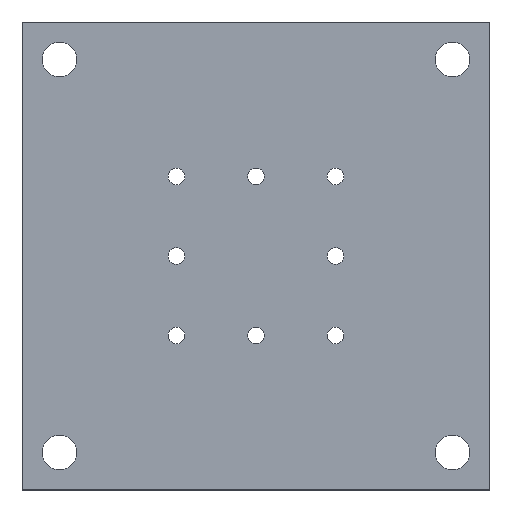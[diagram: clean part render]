
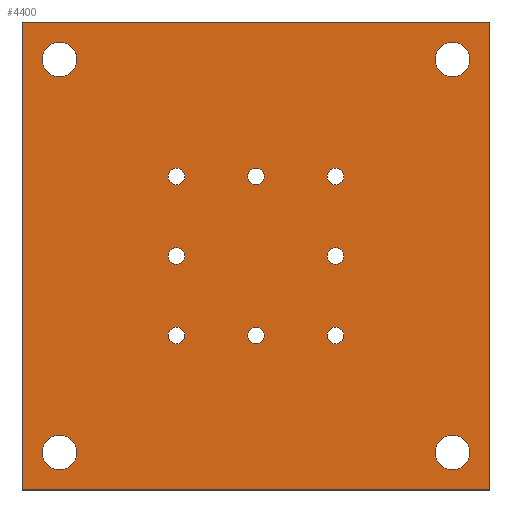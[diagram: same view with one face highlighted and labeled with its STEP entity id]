
A CAD part, top view. The second image highlights one B-rep face of the part: STEP entity #4400.
In plain terms, the highlighted planar face has unit normal (0, 0, 1).
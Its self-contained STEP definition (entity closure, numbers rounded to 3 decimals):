
#2210=CARTESIAN_POINT('',(0.,0.,15.));
#2220=DIRECTION('',(0.,0.,1.));
#2230=DIRECTION('',(1.,0.,0.));
#2240=AXIS2_PLACEMENT_3D('',#2210,#2220,#2230);
#2250=PLANE('',#2240);
#2260=CARTESIAN_POINT('',(82.5,82.5,15.));
#2270=DIRECTION('',(0.,0.,1.));
#2280=DIRECTION('',(1.,0.,0.));
#2290=AXIS2_PLACEMENT_3D('',#2260,#2270,#2280);
#2300=CIRCLE('',#2290,4.5);
#2310=CARTESIAN_POINT('',(87.,82.5,15.));
#2320=VERTEX_POINT('',#2310);
#2330=CARTESIAN_POINT('',(78.,82.5,15.));
#2340=VERTEX_POINT('',#2330);
#2350=EDGE_CURVE('',#2320,#2340,#2300,.T.);
#2360=ORIENTED_EDGE('',*,*,#2350,.F.);
#2370=EDGE_CURVE('',#2340,#2320,#2300,.T.);
#2380=ORIENTED_EDGE('',*,*,#2370,.F.);
#2390=EDGE_LOOP('',(#2380,#2360));
#2400=FACE_BOUND('',#2390,.T.);
#2410=CARTESIAN_POINT('',(125.,82.5,15.));
#2420=DIRECTION('',(0.,0.,1.));
#2430=DIRECTION('',(1.,0.,0.));
#2440=AXIS2_PLACEMENT_3D('',#2410,#2420,#2430);
#2450=CIRCLE('',#2440,4.5);
#2460=CARTESIAN_POINT('',(129.5,82.5,15.));
#2470=VERTEX_POINT('',#2460);
#2480=CARTESIAN_POINT('',(120.5,82.5,15.));
#2490=VERTEX_POINT('',#2480);
#2500=EDGE_CURVE('',#2470,#2490,#2450,.T.);
#2510=ORIENTED_EDGE('',*,*,#2500,.F.);
#2520=EDGE_CURVE('',#2490,#2470,#2450,.T.);
#2530=ORIENTED_EDGE('',*,*,#2520,.F.);
#2540=EDGE_LOOP('',(#2530,#2510));
#2550=FACE_BOUND('',#2540,.T.);
#2560=CARTESIAN_POINT('',(167.5,82.5,15.));
#2570=DIRECTION('',(0.,0.,1.));
#2580=DIRECTION('',(1.,0.,0.));
#2590=AXIS2_PLACEMENT_3D('',#2560,#2570,#2580);
#2600=CIRCLE('',#2590,4.5);
#2610=CARTESIAN_POINT('',(172.,82.5,15.));
#2620=VERTEX_POINT('',#2610);
#2630=CARTESIAN_POINT('',(163.,82.5,15.));
#2640=VERTEX_POINT('',#2630);
#2650=EDGE_CURVE('',#2620,#2640,#2600,.T.);
#2660=ORIENTED_EDGE('',*,*,#2650,.F.);
#2670=EDGE_CURVE('',#2640,#2620,#2600,.T.);
#2680=ORIENTED_EDGE('',*,*,#2670,.F.);
#2690=EDGE_LOOP('',(#2680,#2660));
#2700=FACE_BOUND('',#2690,.T.);
#2710=CARTESIAN_POINT('',(167.5,125.,15.));
#2720=DIRECTION('',(0.,0.,1.));
#2730=DIRECTION('',(1.,0.,0.));
#2740=AXIS2_PLACEMENT_3D('',#2710,#2720,#2730);
#2750=CIRCLE('',#2740,4.5);
#2760=CARTESIAN_POINT('',(172.,125.,15.));
#2770=VERTEX_POINT('',#2760);
#2780=CARTESIAN_POINT('',(163.,125.,15.));
#2790=VERTEX_POINT('',#2780);
#2800=EDGE_CURVE('',#2770,#2790,#2750,.T.);
#2810=ORIENTED_EDGE('',*,*,#2800,.F.);
#2820=EDGE_CURVE('',#2790,#2770,#2750,.T.);
#2830=ORIENTED_EDGE('',*,*,#2820,.F.);
#2840=EDGE_LOOP('',(#2830,#2810));
#2850=FACE_BOUND('',#2840,.T.);
#2860=CARTESIAN_POINT('',(167.5,167.5,15.));
#2870=DIRECTION('',(0.,0.,1.));
#2880=DIRECTION('',(1.,0.,0.));
#2890=AXIS2_PLACEMENT_3D('',#2860,#2870,#2880);
#2900=CIRCLE('',#2890,4.5);
#2910=CARTESIAN_POINT('',(172.,167.5,15.));
#2920=VERTEX_POINT('',#2910);
#2930=CARTESIAN_POINT('',(163.,167.5,15.));
#2940=VERTEX_POINT('',#2930);
#2950=EDGE_CURVE('',#2920,#2940,#2900,.T.);
#2960=ORIENTED_EDGE('',*,*,#2950,.F.);
#2970=EDGE_CURVE('',#2940,#2920,#2900,.T.);
#2980=ORIENTED_EDGE('',*,*,#2970,.F.);
#2990=EDGE_LOOP('',(#2980,#2960));
#3000=FACE_BOUND('',#2990,.T.);
#3010=CARTESIAN_POINT('',(125.,167.5,15.));
#3020=DIRECTION('',(0.,0.,1.));
#3030=DIRECTION('',(1.,0.,0.));
#3040=AXIS2_PLACEMENT_3D('',#3010,#3020,#3030);
#3050=CIRCLE('',#3040,4.5);
#3060=CARTESIAN_POINT('',(129.5,167.5,15.));
#3070=VERTEX_POINT('',#3060);
#3080=CARTESIAN_POINT('',(120.5,167.5,15.));
#3090=VERTEX_POINT('',#3080);
#3100=EDGE_CURVE('',#3070,#3090,#3050,.T.);
#3110=ORIENTED_EDGE('',*,*,#3100,.F.);
#3120=EDGE_CURVE('',#3090,#3070,#3050,.T.);
#3130=ORIENTED_EDGE('',*,*,#3120,.F.);
#3140=EDGE_LOOP('',(#3130,#3110));
#3150=FACE_BOUND('',#3140,.T.);
#3160=CARTESIAN_POINT('',(82.5,167.5,15.));
#3170=DIRECTION('',(0.,0.,1.));
#3180=DIRECTION('',(1.,0.,0.));
#3190=AXIS2_PLACEMENT_3D('',#3160,#3170,#3180);
#3200=CIRCLE('',#3190,4.5);
#3210=CARTESIAN_POINT('',(87.,167.5,15.));
#3220=VERTEX_POINT('',#3210);
#3230=CARTESIAN_POINT('',(78.,167.5,15.));
#3240=VERTEX_POINT('',#3230);
#3250=EDGE_CURVE('',#3220,#3240,#3200,.T.);
#3260=ORIENTED_EDGE('',*,*,#3250,.F.);
#3270=EDGE_CURVE('',#3240,#3220,#3200,.T.);
#3280=ORIENTED_EDGE('',*,*,#3270,.F.);
#3290=EDGE_LOOP('',(#3280,#3260));
#3300=FACE_BOUND('',#3290,.T.);
#3310=CARTESIAN_POINT('',(230.,20.,15.));
#3320=DIRECTION('',(0.,0.,1.));
#3330=DIRECTION('',(1.,0.,0.));
#3340=AXIS2_PLACEMENT_3D('',#3310,#3320,#3330);
#3350=CIRCLE('',#3340,9.25);
#3360=CARTESIAN_POINT('',(239.25,20.,15.));
#3370=VERTEX_POINT('',#3360);
#3380=CARTESIAN_POINT('',(220.75,20.,15.));
#3390=VERTEX_POINT('',#3380);
#3400=EDGE_CURVE('',#3370,#3390,#3350,.T.);
#3410=ORIENTED_EDGE('',*,*,#3400,.F.);
#3420=EDGE_CURVE('',#3390,#3370,#3350,.T.);
#3430=ORIENTED_EDGE('',*,*,#3420,.F.);
#3440=EDGE_LOOP('',(#3430,#3410));
#3450=FACE_BOUND('',#3440,.T.);
#3460=CARTESIAN_POINT('',(20.,20.,15.));
#3470=DIRECTION('',(0.,0.,1.));
#3480=DIRECTION('',(1.,0.,0.));
#3490=AXIS2_PLACEMENT_3D('',#3460,#3470,#3480);
#3500=CIRCLE('',#3490,9.25);
#3510=CARTESIAN_POINT('',(29.25,20.,15.));
#3520=VERTEX_POINT('',#3510);
#3530=CARTESIAN_POINT('',(10.75,20.,15.));
#3540=VERTEX_POINT('',#3530);
#3550=EDGE_CURVE('',#3520,#3540,#3500,.T.);
#3560=ORIENTED_EDGE('',*,*,#3550,.F.);
#3570=EDGE_CURVE('',#3540,#3520,#3500,.T.);
#3580=ORIENTED_EDGE('',*,*,#3570,.F.);
#3590=EDGE_LOOP('',(#3580,#3560));
#3600=FACE_BOUND('',#3590,.T.);
#3610=CARTESIAN_POINT('',(20.,230.,15.));
#3620=DIRECTION('',(0.,0.,1.));
#3630=DIRECTION('',(1.,0.,0.));
#3640=AXIS2_PLACEMENT_3D('',#3610,#3620,#3630);
#3650=CIRCLE('',#3640,9.25);
#3660=CARTESIAN_POINT('',(29.25,230.,15.));
#3670=VERTEX_POINT('',#3660);
#3680=CARTESIAN_POINT('',(10.75,230.,15.));
#3690=VERTEX_POINT('',#3680);
#3700=EDGE_CURVE('',#3670,#3690,#3650,.T.);
#3710=ORIENTED_EDGE('',*,*,#3700,.F.);
#3720=EDGE_CURVE('',#3690,#3670,#3650,.T.);
#3730=ORIENTED_EDGE('',*,*,#3720,.F.);
#3740=EDGE_LOOP('',(#3730,#3710));
#3750=FACE_BOUND('',#3740,.T.);
#3760=CARTESIAN_POINT('',(230.,230.,15.));
#3770=DIRECTION('',(0.,0.,1.));
#3780=DIRECTION('',(1.,0.,0.));
#3790=AXIS2_PLACEMENT_3D('',#3760,#3770,#3780);
#3800=CIRCLE('',#3790,9.25);
#3810=CARTESIAN_POINT('',(239.25,230.,15.));
#3820=VERTEX_POINT('',#3810);
#3830=CARTESIAN_POINT('',(220.75,230.,15.));
#3840=VERTEX_POINT('',#3830);
#3850=EDGE_CURVE('',#3820,#3840,#3800,.T.);
#3860=ORIENTED_EDGE('',*,*,#3850,.F.);
#3870=EDGE_CURVE('',#3840,#3820,#3800,.T.);
#3880=ORIENTED_EDGE('',*,*,#3870,.F.);
#3890=EDGE_LOOP('',(#3880,#3860));
#3900=FACE_BOUND('',#3890,.T.);
#3910=CARTESIAN_POINT('',(82.5,125.,15.));
#3920=DIRECTION('',(0.,0.,1.));
#3930=DIRECTION('',(1.,0.,0.));
#3940=AXIS2_PLACEMENT_3D('',#3910,#3920,#3930);
#3950=CIRCLE('',#3940,4.5);
#3960=CARTESIAN_POINT('',(87.,125.,15.));
#3970=VERTEX_POINT('',#3960);
#3980=CARTESIAN_POINT('',(78.,125.,15.));
#3990=VERTEX_POINT('',#3980);
#4000=EDGE_CURVE('',#3970,#3990,#3950,.T.);
#4010=ORIENTED_EDGE('',*,*,#4000,.F.);
#4020=EDGE_CURVE('',#3990,#3970,#3950,.T.);
#4030=ORIENTED_EDGE('',*,*,#4020,.F.);
#4040=EDGE_LOOP('',(#4030,#4010));
#4050=FACE_BOUND('',#4040,.T.);
#4060=CARTESIAN_POINT('',(0.,0.,15.));
#4070=DIRECTION('',(0.,-1.,0.));
#4080=VECTOR('',#4070,1.);
#4090=LINE('',#4060,#4080);
#4100=CARTESIAN_POINT('',(0.,250.,15.));
#4110=VERTEX_POINT('',#4100);
#4120=CARTESIAN_POINT('',(0.,0.,15.));
#4130=VERTEX_POINT('',#4120);
#4140=EDGE_CURVE('',#4110,#4130,#4090,.T.);
#4150=ORIENTED_EDGE('',*,*,#4140,.T.);
#4160=CARTESIAN_POINT('',(0.,250.,15.));
#4170=DIRECTION('',(-1.,0.,0.));
#4180=VECTOR('',#4170,1.);
#4190=LINE('',#4160,#4180);
#4200=CARTESIAN_POINT('',(250.,250.,15.));
#4210=VERTEX_POINT('',#4200);
#4220=EDGE_CURVE('',#4210,#4110,#4190,.T.);
#4230=ORIENTED_EDGE('',*,*,#4220,.T.);
#4240=CARTESIAN_POINT('',(250.,0.,15.));
#4250=DIRECTION('',(0.,1.,0.));
#4260=VECTOR('',#4250,1.);
#4270=LINE('',#4240,#4260);
#4280=CARTESIAN_POINT('',(250.,0.,15.));
#4290=VERTEX_POINT('',#4280);
#4300=EDGE_CURVE('',#4290,#4210,#4270,.T.);
#4310=ORIENTED_EDGE('',*,*,#4300,.T.);
#4320=CARTESIAN_POINT('',(0.,0.,15.));
#4330=DIRECTION('',(1.,0.,0.));
#4340=VECTOR('',#4330,1.);
#4350=LINE('',#4320,#4340);
#4360=EDGE_CURVE('',#4130,#4290,#4350,.T.);
#4370=ORIENTED_EDGE('',*,*,#4360,.T.);
#4380=EDGE_LOOP('',(#4370,#4310,#4230,#4150));
#4390=FACE_OUTER_BOUND('',#4380,.T.);
#4400=ADVANCED_FACE('',(#2400,#2550,#2700,#2850,#3000,#3150,#3300,#3450,
#3600,#3750,#3900,#4050,#4390),#2250,.T.);
